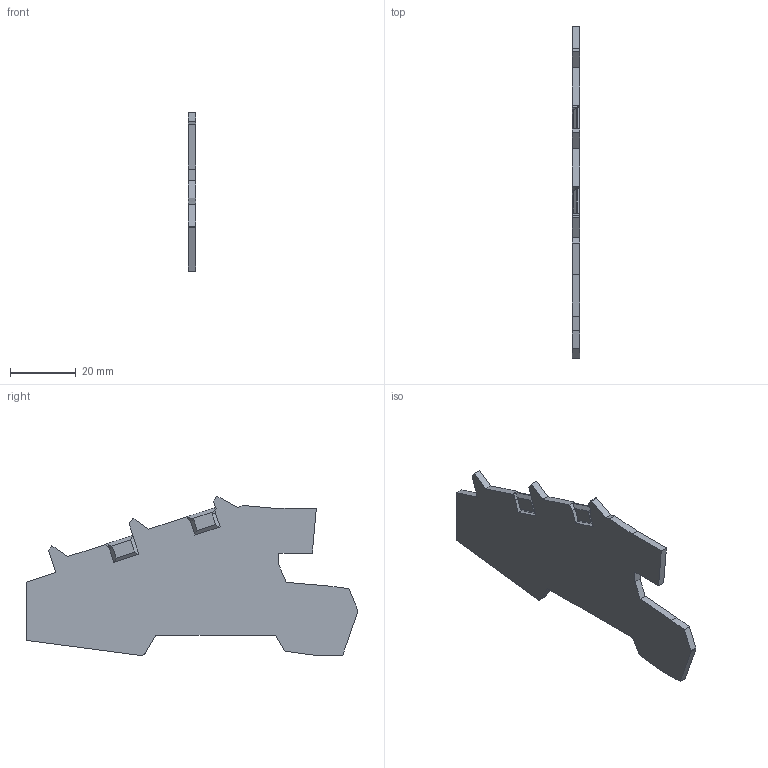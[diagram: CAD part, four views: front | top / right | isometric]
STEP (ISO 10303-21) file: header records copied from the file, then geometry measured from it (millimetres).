
FILE_DESCRIPTION(('STEP AP214'),'1');
FILE_NAME('cctmp_22BB1993-651F-4DDE-84DC-01D0A00052EA_2023_07_24_21_51_46_0603..stp','2023-07-24T19:51:46',('SIEMENS A&D'),('CADClick - www.CADClick.com'),'Spatial InterOp 3D postprocessed',' ','unknown authorization');
FILE_SCHEMA(('AUTOMOTIVE_DESIGN'));
Length unit declared in the file: millimetre
Products named in the file (4): cc_unnamed; 2023_07_24_21_51_46_0587; 2023_07_24_21_51_46_0556; 2023_07_24_21_51_46_0525
Assembly tree (3 placements, depth 2):
  cc_unnamed
    2023_07_24_21_51_46_0587
    2023_07_24_21_51_46_0556
    2023_07_24_21_51_46_0525
Bounding box: 2.2 x 100.86 x 48.32 mm (x, y, z)
Volume: 6975.9 mm3; surface area: 7188.6 mm2
Topology: 3 solids, 3 shells, 86 faces, 228 edges, 148 vertices
Faces by surface type: plane 82, cylinder 3, extrusion 1
Entity records: 2976 total; most frequent: CARTESIAN_POINT 487, ORIENTED_EDGE 456, DIRECTION 411, EDGE_CURVE 228, VECTOR 221, LINE 220, VERTEX_POINT 148, AXIS2_PLACEMENT_3D 95
